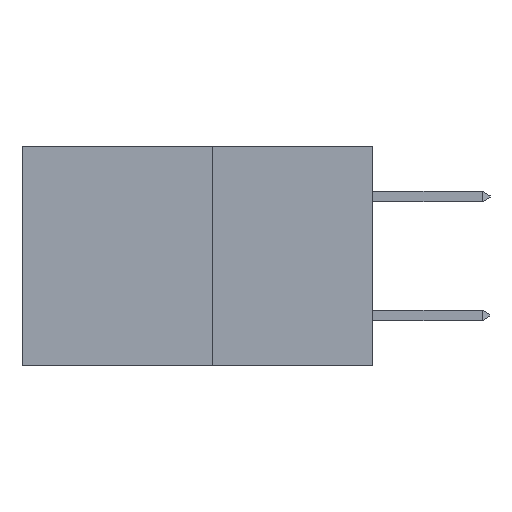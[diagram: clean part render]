
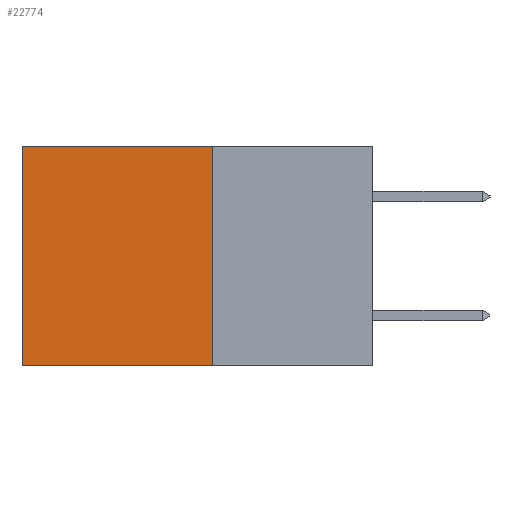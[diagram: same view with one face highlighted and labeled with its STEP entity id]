
A CAD part, left-side view. The second image highlights one B-rep face of the part: STEP entity #22774.
In plain terms, the highlighted planar face has unit normal (-1, 0, 0).
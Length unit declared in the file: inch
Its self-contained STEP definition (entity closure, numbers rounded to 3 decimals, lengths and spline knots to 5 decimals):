
#622 = EDGE_CURVE ( 'NONE', #26649, #27766, #12553, .T. ) ;
#765 = DIRECTION ( 'NONE',  ( 0., 1., 0. ) ) ;
#1021 = EDGE_CURVE ( 'NONE', #14890, #27766, #26202, .T. ) ;
#1050 = VECTOR ( 'NONE', #7636, 39.37008 ) ;
#1380 = DIRECTION ( 'NONE',  ( 1., 0., 0. ) ) ;
#1835 = EDGE_LOOP ( 'NONE', ( #8892, #16149, #8134, #10121 ) ) ;
#2232 = VERTEX_POINT ( 'NONE', #20276 ) ;
#4576 = CARTESIAN_POINT ( 'NONE',  ( 0.277, 0.27, -0.37 ) ) ;
#5690 = VECTOR ( 'NONE', #24578, 39.37008 ) ;
#7464 = DIRECTION ( 'NONE',  ( 0., 0., -1. ) ) ;
#7636 = DIRECTION ( 'NONE',  ( 0., 0., -1. ) ) ;
#8134 = ORIENTED_EDGE ( 'NONE', *, *, #23177, .F. ) ;
#8892 = ORIENTED_EDGE ( 'NONE', *, *, #1021, .T. ) ;
#8938 = LINE ( 'NONE', #19122, #14318 ) ;
#9641 = CARTESIAN_POINT ( 'NONE',  ( 0.277, 0.59, 0. ) ) ;
#10121 = ORIENTED_EDGE ( 'NONE', *, *, #28136, .T. ) ;
#11299 = CARTESIAN_POINT ( 'NONE',  ( 0.277, 0.27, -0.37 ) ) ;
#12553 = LINE ( 'NONE', #11299, #5690 ) ;
#12809 = PLANE ( 'NONE',  #25011 ) ;
#14318 = VECTOR ( 'NONE', #765, 39.37008 ) ;
#14890 = VERTEX_POINT ( 'NONE', #9641 ) ;
#16149 = ORIENTED_EDGE ( 'NONE', *, *, #622, .F. ) ;
#17414 = DIRECTION ( 'NONE',  ( 0., 0., -1. ) ) ;
#18869 = FACE_OUTER_BOUND ( 'NONE', #1835, .T. ) ;
#19122 = CARTESIAN_POINT ( 'NONE',  ( 0.277, 0.27, 0. ) ) ;
#20276 = CARTESIAN_POINT ( 'NONE',  ( 0.277, 0.27, 0. ) ) ;
#21036 = VECTOR ( 'NONE', #7464, 39.37008 ) ;
#21272 = CARTESIAN_POINT ( 'NONE',  ( 0.277, 0.27, -0.37 ) ) ;
#22774 = ADVANCED_FACE ( 'NONE', ( #18869 ), #12809, .F. ) ;
#23177 = EDGE_CURVE ( 'NONE', #2232, #26649, #26417, .T. ) ;
#24578 = DIRECTION ( 'NONE',  ( 0., 1., 0. ) ) ;
#25011 = AXIS2_PLACEMENT_3D ( 'NONE', #28923, #1380, #17414 ) ;
#26202 = LINE ( 'NONE', #27688, #1050 ) ;
#26417 = LINE ( 'NONE', #21272, #21036 ) ;
#26649 = VERTEX_POINT ( 'NONE', #4576 ) ;
#27688 = CARTESIAN_POINT ( 'NONE',  ( 0.277, 0.59, -0.37 ) ) ;
#27766 = VERTEX_POINT ( 'NONE', #28922 ) ;
#28136 = EDGE_CURVE ( 'NONE', #2232, #14890, #8938, .T. ) ;
#28922 = CARTESIAN_POINT ( 'NONE',  ( 0.277, 0.59, -0.37 ) ) ;
#28923 = CARTESIAN_POINT ( 'NONE',  ( 0.277, 0.27, -0.37 ) ) ;
